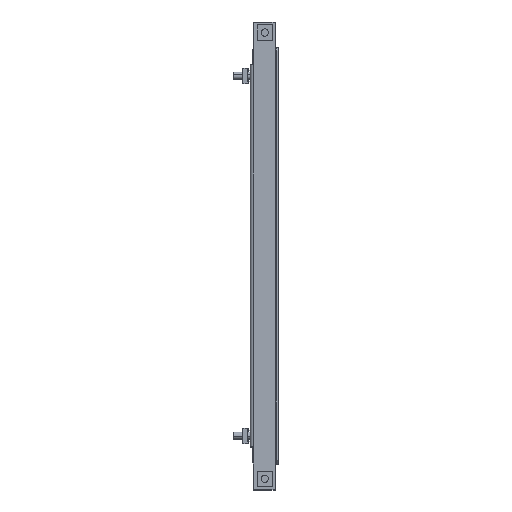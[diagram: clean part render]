
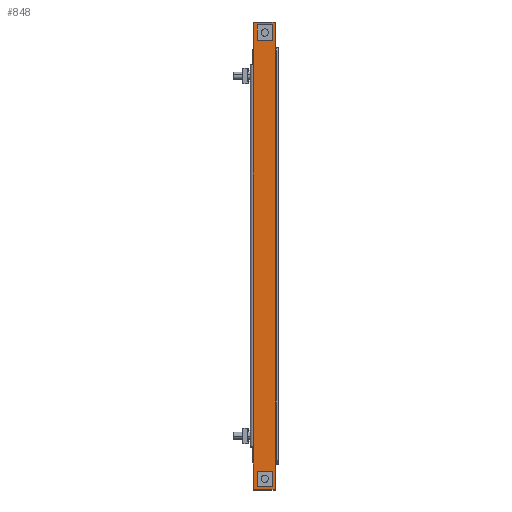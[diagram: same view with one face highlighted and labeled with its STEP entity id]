
A CAD part, top view. The second image highlights one B-rep face of the part: STEP entity #848.
In plain terms, the highlighted face is planar.
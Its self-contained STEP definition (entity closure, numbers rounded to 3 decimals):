
#6 = ORIENTED_EDGE ( 'NONE', *, *, #5141, .T. ) ;
#72 = LINE ( 'NONE', #3731, #1125 ) ;
#225 = DIRECTION ( 'NONE',  ( -1., 0., 0. ) ) ;
#232 = ORIENTED_EDGE ( 'NONE', *, *, #4853, .T. ) ;
#267 = VERTEX_POINT ( 'NONE', #2742 ) ;
#274 = LINE ( 'NONE', #5838, #340 ) ;
#340 = VECTOR ( 'NONE', #1597, 1000. ) ;
#344 = CARTESIAN_POINT ( 'NONE',  ( 0., 15.75, -369.6 ) ) ;
#374 = ORIENTED_EDGE ( 'NONE', *, *, #787, .F. ) ;
#376 = VECTOR ( 'NONE', #5566, 1000. ) ;
#436 = VECTOR ( 'NONE', #5629, 1000. ) ;
#471 = CARTESIAN_POINT ( 'NONE',  ( 0., 2.5, -21. ) ) ;
#486 = CARTESIAN_POINT ( 'NONE',  ( 0., 2.5, -362. ) ) ;
#497 = VERTEX_POINT ( 'NONE', #4805 ) ;
#561 = ORIENTED_EDGE ( 'NONE', *, *, #4948, .T. ) ;
#613 = CARTESIAN_POINT ( 'NONE',  ( 0., 0., 0. ) ) ;
#639 = CARTESIAN_POINT ( 'NONE',  ( 0., 6.25, -369.6 ) ) ;
#776 = VERTEX_POINT ( 'NONE', #1477 ) ;
#787 = EDGE_CURVE ( 'NONE', #4494, #1463, #5110, .T. ) ;
#848 = ADVANCED_FACE ( 'NONE', ( #1108, #3860, #1078 ), #3402, .F. ) ;
#866 = CARTESIAN_POINT ( 'NONE',  ( 0., 15.75, -3.9 ) ) ;
#906 = ORIENTED_EDGE ( 'NONE', *, *, #3472, .F. ) ;
#999 = ORIENTED_EDGE ( 'NONE', *, *, #5405, .T. ) ;
#1027 = DIRECTION ( 'NONE',  ( 0., 0., 1. ) ) ;
#1057 = EDGE_LOOP ( 'NONE', ( #2792, #6001, #4532, #3585 ) ) ;
#1078 = FACE_OUTER_BOUND ( 'NONE', #5811, .T. ) ;
#1080 = LINE ( 'NONE', #4801, #2269 ) ;
#1108 = FACE_BOUND ( 'NONE', #1057, .T. ) ;
#1110 = DIRECTION ( 'NONE',  ( 0., 1., 0. ) ) ;
#1125 = VECTOR ( 'NONE', #5668, 1000. ) ;
#1141 = LINE ( 'NONE', #5724, #1902 ) ;
#1187 = CARTESIAN_POINT ( 'NONE',  ( 0., 20.5, -383. ) ) ;
#1344 = CARTESIAN_POINT ( 'NONE',  ( 0., 2.5, -383. ) ) ;
#1364 = CARTESIAN_POINT ( 'NONE',  ( 0., 2.5, -383. ) ) ;
#1367 = CARTESIAN_POINT ( 'NONE',  ( 0., 20.5, -383. ) ) ;
#1463 = VERTEX_POINT ( 'NONE', #3144 ) ;
#1477 = CARTESIAN_POINT ( 'NONE',  ( 0., 6.25, -3.9 ) ) ;
#1519 = ORIENTED_EDGE ( 'NONE', *, *, #3042, .T. ) ;
#1578 = VERTEX_POINT ( 'NONE', #5160 ) ;
#1597 = DIRECTION ( 'NONE',  ( 0., 0., 1. ) ) ;
#1609 = VERTEX_POINT ( 'NONE', #486 ) ;
#1654 = LINE ( 'NONE', #1187, #5685 ) ;
#1667 = VERTEX_POINT ( 'NONE', #4116 ) ;
#1679 = VERTEX_POINT ( 'NONE', #1367 ) ;
#1717 = VECTOR ( 'NONE', #3001, 1000. ) ;
#1761 = ORIENTED_EDGE ( 'NONE', *, *, #5635, .T. ) ;
#1840 = CARTESIAN_POINT ( 'NONE',  ( 0., 15.75, -379.1 ) ) ;
#1884 = VECTOR ( 'NONE', #4259, 1000. ) ;
#1899 = LINE ( 'NONE', #3231, #376 ) ;
#1902 = VECTOR ( 'NONE', #1110, 1000. ) ;
#1961 = LINE ( 'NONE', #3750, #436 ) ;
#1988 = VECTOR ( 'NONE', #1027, 1000. ) ;
#2012 = CARTESIAN_POINT ( 'NONE',  ( 0., 20.5, 0. ) ) ;
#2104 = EDGE_CURVE ( 'NONE', #776, #497, #1141, .T. ) ;
#2119 = VERTEX_POINT ( 'NONE', #3006 ) ;
#2234 = LINE ( 'NONE', #1344, #2604 ) ;
#2263 = VECTOR ( 'NONE', #4223, 1000. ) ;
#2269 = VECTOR ( 'NONE', #5259, 1000. ) ;
#2346 = CARTESIAN_POINT ( 'NONE',  ( 0., 20.5, 0. ) ) ;
#2395 = VECTOR ( 'NONE', #3224, 1000. ) ;
#2412 = LINE ( 'NONE', #5646, #1884 ) ;
#2461 = CARTESIAN_POINT ( 'NONE',  ( 0., 0., 0. ) ) ;
#2604 = VECTOR ( 'NONE', #5542, 1000. ) ;
#2687 = EDGE_CURVE ( 'NONE', #1679, #1578, #1899, .T. ) ;
#2692 = VECTOR ( 'NONE', #4061, 1000. ) ;
#2742 = CARTESIAN_POINT ( 'NONE',  ( 0., 15.75, -379.1 ) ) ;
#2792 = ORIENTED_EDGE ( 'NONE', *, *, #2104, .T. ) ;
#2804 = CARTESIAN_POINT ( 'NONE',  ( 0., 2.5, -383. ) ) ;
#2952 = VERTEX_POINT ( 'NONE', #4325 ) ;
#2972 = LINE ( 'NONE', #613, #1717 ) ;
#3001 = DIRECTION ( 'NONE',  ( 0., -1., 0. ) ) ;
#3006 = CARTESIAN_POINT ( 'NONE',  ( 0., 15.75, -369.6 ) ) ;
#3009 = EDGE_LOOP ( 'NONE', ( #561, #999, #6, #1519 ) ) ;
#3042 = EDGE_CURVE ( 'NONE', #4885, #2119, #3606, .T. ) ;
#3055 = DIRECTION ( 'NONE',  ( 0., 0., 1. ) ) ;
#3109 = LINE ( 'NONE', #1840, #3841 ) ;
#3121 = ORIENTED_EDGE ( 'NONE', *, *, #2687, .T. ) ;
#3144 = CARTESIAN_POINT ( 'NONE',  ( 0., 20.5, -35. ) ) ;
#3163 = LINE ( 'NONE', #5947, #2395 ) ;
#3212 = CARTESIAN_POINT ( 'NONE',  ( 0., 6.25, -379.1 ) ) ;
#3224 = DIRECTION ( 'NONE',  ( 0., -1., 0. ) ) ;
#3231 = CARTESIAN_POINT ( 'NONE',  ( 0., 20.5, -383. ) ) ;
#3402 = PLANE ( 'NONE',  #4303 ) ;
#3472 = EDGE_CURVE ( 'NONE', #4322, #1667, #2234, .T. ) ;
#3585 = ORIENTED_EDGE ( 'NONE', *, *, #4485, .T. ) ;
#3606 = LINE ( 'NONE', #344, #2692 ) ;
#3731 = CARTESIAN_POINT ( 'NONE',  ( 0., 0., -383. ) ) ;
#3750 = CARTESIAN_POINT ( 'NONE',  ( 0., 6.25, -379.1 ) ) ;
#3841 = VECTOR ( 'NONE', #4509, 1000. ) ;
#3860 = FACE_BOUND ( 'NONE', #3009, .T. ) ;
#3942 = CARTESIAN_POINT ( 'NONE',  ( 0., 15.75, -13.4 ) ) ;
#4012 = LINE ( 'NONE', #866, #5376 ) ;
#4061 = DIRECTION ( 'NONE',  ( 0., 1., 0. ) ) ;
#4116 = CARTESIAN_POINT ( 'NONE',  ( 0., 2.5, 0. ) ) ;
#4223 = DIRECTION ( 'NONE',  ( 0., 0., -1. ) ) ;
#4259 = DIRECTION ( 'NONE',  ( 0., -1., 0. ) ) ;
#4278 = EDGE_CURVE ( 'NONE', #497, #5816, #4012, .T. ) ;
#4303 = AXIS2_PLACEMENT_3D ( 'NONE', #2461, #225, #5755 ) ;
#4304 = EDGE_CURVE ( 'NONE', #1609, #4322, #4715, .T. ) ;
#4322 = VERTEX_POINT ( 'NONE', #471 ) ;
#4325 = CARTESIAN_POINT ( 'NONE',  ( 0., 6.25, -13.4 ) ) ;
#4387 = EDGE_CURVE ( 'NONE', #5816, #2952, #2412, .T. ) ;
#4485 = EDGE_CURVE ( 'NONE', #2952, #776, #1080, .T. ) ;
#4494 = VERTEX_POINT ( 'NONE', #2012 ) ;
#4509 = DIRECTION ( 'NONE',  ( 0., 0., -1. ) ) ;
#4532 = ORIENTED_EDGE ( 'NONE', *, *, #4387, .T. ) ;
#4715 = LINE ( 'NONE', #2804, #1988 ) ;
#4801 = CARTESIAN_POINT ( 'NONE',  ( 0., 6.25, -3.9 ) ) ;
#4805 = CARTESIAN_POINT ( 'NONE',  ( 0., 15.75, -3.9 ) ) ;
#4853 = EDGE_CURVE ( 'NONE', #1578, #1463, #1654, .T. ) ;
#4885 = VERTEX_POINT ( 'NONE', #639 ) ;
#4948 = EDGE_CURVE ( 'NONE', #2119, #267, #3109, .T. ) ;
#5021 = ORIENTED_EDGE ( 'NONE', *, *, #4304, .F. ) ;
#5051 = VERTEX_POINT ( 'NONE', #1364 ) ;
#5110 = LINE ( 'NONE', #2346, #2263 ) ;
#5141 = EDGE_CURVE ( 'NONE', #5532, #4885, #1961, .T. ) ;
#5160 = CARTESIAN_POINT ( 'NONE',  ( 0., 20.5, -348. ) ) ;
#5229 = ORIENTED_EDGE ( 'NONE', *, *, #5870, .T. ) ;
#5259 = DIRECTION ( 'NONE',  ( 0., 0., 1. ) ) ;
#5376 = VECTOR ( 'NONE', #5471, 1000. ) ;
#5405 = EDGE_CURVE ( 'NONE', #267, #5532, #3163, .T. ) ;
#5471 = DIRECTION ( 'NONE',  ( 0., 0., -1. ) ) ;
#5502 = ORIENTED_EDGE ( 'NONE', *, *, #5796, .F. ) ;
#5532 = VERTEX_POINT ( 'NONE', #3212 ) ;
#5542 = DIRECTION ( 'NONE',  ( 0., 0., 1. ) ) ;
#5566 = DIRECTION ( 'NONE',  ( 0., 0., 1. ) ) ;
#5629 = DIRECTION ( 'NONE',  ( 0., 0., 1. ) ) ;
#5635 = EDGE_CURVE ( 'NONE', #5051, #1679, #72, .T. ) ;
#5646 = CARTESIAN_POINT ( 'NONE',  ( 0., 15.75, -13.4 ) ) ;
#5668 = DIRECTION ( 'NONE',  ( 0., 1., 0. ) ) ;
#5685 = VECTOR ( 'NONE', #3055, 1000. ) ;
#5724 = CARTESIAN_POINT ( 'NONE',  ( 0., 15.75, -3.9 ) ) ;
#5755 = DIRECTION ( 'NONE',  ( 0., 0., 1. ) ) ;
#5796 = EDGE_CURVE ( 'NONE', #5051, #1609, #274, .T. ) ;
#5811 = EDGE_LOOP ( 'NONE', ( #5502, #1761, #3121, #232, #374, #5229, #906, #5021 ) ) ;
#5816 = VERTEX_POINT ( 'NONE', #3942 ) ;
#5838 = CARTESIAN_POINT ( 'NONE',  ( 0., 2.5, -383. ) ) ;
#5870 = EDGE_CURVE ( 'NONE', #4494, #1667, #2972, .T. ) ;
#5947 = CARTESIAN_POINT ( 'NONE',  ( 0., 15.75, -379.1 ) ) ;
#6001 = ORIENTED_EDGE ( 'NONE', *, *, #4278, .T. ) ;
